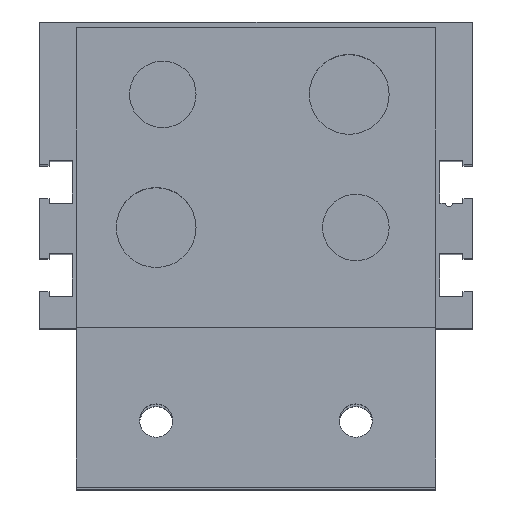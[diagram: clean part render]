
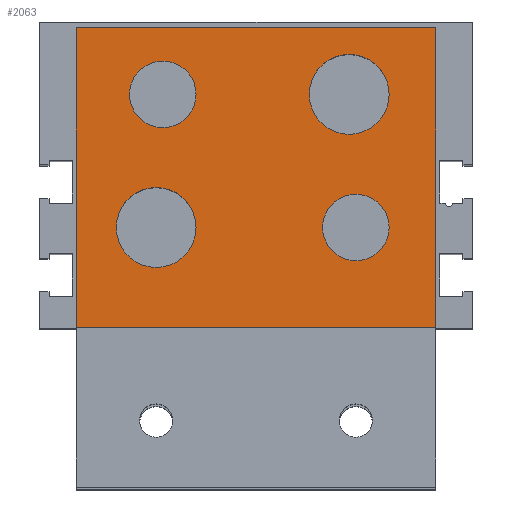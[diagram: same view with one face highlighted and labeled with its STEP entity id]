
A CAD part, top view. The second image highlights one B-rep face of the part: STEP entity #2063.
In plain terms, the highlighted planar face has unit normal (0, 0, 1).
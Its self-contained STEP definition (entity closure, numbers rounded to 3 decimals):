
#1 = DIRECTION ( 'NONE',  ( 1., 0., 0. ) ) ;
#2 = DIRECTION ( 'NONE',  ( 0., 0., 1. ) ) ;
#3 = CIRCLE ( 'NONE', #6, 6. ) ;
#4 = CIRCLE ( 'NONE', #4471, 5. ) ;
#5 = CARTESIAN_POINT ( 'NONE',  ( -27., -23., 128. ) ) ;
#6 = AXIS2_PLACEMENT_3D ( 'NONE', #7, #2, #1 ) ;
#7 = CARTESIAN_POINT ( 'NONE',  ( -15., -8., 128. ) ) ;
#10 = DIRECTION ( 'NONE',  ( -1., 0., 0. ) ) ;
#11 = VECTOR ( 'NONE', #10, 1000. ) ;
#13 = CARTESIAN_POINT ( 'NONE',  ( 27., -23., 128. ) ) ;
#19 = CARTESIAN_POINT ( 'NONE',  ( -27., -23., 128. ) ) ;
#25 = CARTESIAN_POINT ( 'NONE',  ( 27., 22., 128. ) ) ;
#28 = CARTESIAN_POINT ( 'NONE',  ( -27., 22., 128. ) ) ;
#40 = DIRECTION ( 'NONE',  ( 1., 0., 0. ) ) ;
#41 = DIRECTION ( 'NONE',  ( 0., 0., 1. ) ) ;
#42 = CARTESIAN_POINT ( 'NONE',  ( 14., 12., 128. ) ) ;
#43 = AXIS2_PLACEMENT_3D ( 'NONE', #42, #41, #40 ) ;
#47 = LINE ( 'NONE', #51, #50 ) ;
#48 = CIRCLE ( 'NONE', #43, 6. ) ;
#49 = DIRECTION ( 'NONE',  ( -1., 0., 0. ) ) ;
#50 = VECTOR ( 'NONE', #49, 1000. ) ;
#51 = CARTESIAN_POINT ( 'NONE',  ( -27., 22., 128. ) ) ;
#161 = VERTEX_POINT ( 'NONE', #2884 ) ;
#166 = VERTEX_POINT ( 'NONE', #2883 ) ;
#194 = EDGE_CURVE ( 'NONE', #161, #166, #2430, .T. ) ;
#205 = VERTEX_POINT ( 'NONE', #2680 ) ;
#1967 = VERTEX_POINT ( 'NONE', #3841 ) ;
#1984 = EDGE_CURVE ( 'NONE', #1967, #205, #3945, .T. ) ;
#2056 = EDGE_LOOP ( 'NONE', ( #2089, #2088 ) ) ;
#2063 = ADVANCED_FACE ( 'NONE', ( #4448, #4444, #4443, #4442, #4457 ), #4458, .T. ) ;
#2066 = ORIENTED_EDGE ( 'NONE', *, *, #2075, .F. ) ;
#2067 = EDGE_LOOP ( 'NONE', ( #2084, #2079, #2071, #2069 ) ) ;
#2068 = EDGE_CURVE ( 'NONE', #2091, #2098, #4464, .T. ) ;
#2069 = ORIENTED_EDGE ( 'NONE', *, *, #2068, .T. ) ;
#2070 = EDGE_LOOP ( 'NONE', ( #2066, #2076 ) ) ;
#2071 = ORIENTED_EDGE ( 'NONE', *, *, #2074, .T. ) ;
#2072 = ORIENTED_EDGE ( 'NONE', *, *, #3859, .F. ) ;
#2073 = EDGE_CURVE ( 'NONE', #2085, #2090, #4463, .T. ) ;
#2074 = EDGE_CURVE ( 'NONE', #2090, #2091, #47, .T. ) ;
#2075 = EDGE_CURVE ( 'NONE', #3820, #3792, #48, .T. ) ;
#2076 = ORIENTED_EDGE ( 'NONE', *, *, #3819, .F. ) ;
#2077 = ORIENTED_EDGE ( 'NONE', *, *, #2078, .F. ) ;
#2078 = EDGE_CURVE ( 'NONE', #3700, #3697, #3, .T. ) ;
#2079 = ORIENTED_EDGE ( 'NONE', *, *, #2073, .T. ) ;
#2081 = EDGE_LOOP ( 'NONE', ( #2087, #2095 ) ) ;
#2082 = EDGE_CURVE ( 'NONE', #205, #1967, #4, .T. ) ;
#2083 = EDGE_CURVE ( 'NONE', #166, #161, #4474, .T. ) ;
#2084 = ORIENTED_EDGE ( 'NONE', *, *, #2086, .F. ) ;
#2085 = VERTEX_POINT ( 'NONE', #13 ) ;
#2086 = EDGE_CURVE ( 'NONE', #2085, #2098, #4473, .T. ) ;
#2087 = ORIENTED_EDGE ( 'NONE', *, *, #2083, .F. ) ;
#2088 = ORIENTED_EDGE ( 'NONE', *, *, #1984, .F. ) ;
#2089 = ORIENTED_EDGE ( 'NONE', *, *, #2082, .F. ) ;
#2090 = VERTEX_POINT ( 'NONE', #25 ) ;
#2091 = VERTEX_POINT ( 'NONE', #28 ) ;
#2095 = ORIENTED_EDGE ( 'NONE', *, *, #194, .F. ) ;
#2097 = EDGE_LOOP ( 'NONE', ( #2077, #2072 ) ) ;
#2098 = VERTEX_POINT ( 'NONE', #19 ) ;
#2430 = CIRCLE ( 'NONE', #2434, 5. ) ;
#2434 = AXIS2_PLACEMENT_3D ( 'NONE', #2460, #2441, #2440 ) ;
#2440 = DIRECTION ( 'NONE',  ( 1., 0., 0. ) ) ;
#2441 = DIRECTION ( 'NONE',  ( 0., 0., 1. ) ) ;
#2460 = CARTESIAN_POINT ( 'NONE',  ( -14., 12., 128. ) ) ;
#2680 = CARTESIAN_POINT ( 'NONE',  ( 10., -8., 128. ) ) ;
#2883 = CARTESIAN_POINT ( 'NONE',  ( -19., 12., 128. ) ) ;
#2884 = CARTESIAN_POINT ( 'NONE',  ( -9., 12., 128. ) ) ;
#3260 = CARTESIAN_POINT ( 'NONE',  ( -15., -8., 128. ) ) ;
#3261 = CIRCLE ( 'NONE', #3281, 6. ) ;
#3281 = AXIS2_PLACEMENT_3D ( 'NONE', #3260, #3305, #3327 ) ;
#3305 = DIRECTION ( 'NONE',  ( 0., 0., 1. ) ) ;
#3327 = DIRECTION ( 'NONE',  ( 1., 0., 0. ) ) ;
#3535 = CARTESIAN_POINT ( 'NONE',  ( -21., -8., 128. ) ) ;
#3555 = CARTESIAN_POINT ( 'NONE',  ( 8., 12., 128. ) ) ;
#3574 = CARTESIAN_POINT ( 'NONE',  ( -9., -8., 128. ) ) ;
#3592 = DIRECTION ( 'NONE',  ( 1., 0., 0. ) ) ;
#3599 = AXIS2_PLACEMENT_3D ( 'NONE', #3607, #3606, #3592 ) ;
#3600 = CIRCLE ( 'NONE', #3599, 6. ) ;
#3601 = CARTESIAN_POINT ( 'NONE',  ( 20., 12., 128. ) ) ;
#3606 = DIRECTION ( 'NONE',  ( 0., 0., 1. ) ) ;
#3607 = CARTESIAN_POINT ( 'NONE',  ( 14., 12., 128. ) ) ;
#3697 = VERTEX_POINT ( 'NONE', #3535 ) ;
#3700 = VERTEX_POINT ( 'NONE', #3574 ) ;
#3792 = VERTEX_POINT ( 'NONE', #3555 ) ;
#3819 = EDGE_CURVE ( 'NONE', #3792, #3820, #3600, .T. ) ;
#3820 = VERTEX_POINT ( 'NONE', #3601 ) ;
#3841 = CARTESIAN_POINT ( 'NONE',  ( 20., -8., 128. ) ) ;
#3859 = EDGE_CURVE ( 'NONE', #3697, #3700, #3261, .T. ) ;
#3943 = CARTESIAN_POINT ( 'NONE',  ( 15., -8., 128. ) ) ;
#3944 = AXIS2_PLACEMENT_3D ( 'NONE', #3943, #3955, #3954 ) ;
#3945 = CIRCLE ( 'NONE', #3944, 5. ) ;
#3954 = DIRECTION ( 'NONE',  ( 1., 0., 0. ) ) ;
#3955 = DIRECTION ( 'NONE',  ( 0., 0., 1. ) ) ;
#4202 = DIRECTION ( 'NONE',  ( 0., 1., 0. ) ) ;
#4422 = DIRECTION ( 'NONE',  ( 0., 0., 1. ) ) ;
#4442 = FACE_BOUND ( 'NONE', #2056, .T. ) ;
#4443 = FACE_OUTER_BOUND ( 'NONE', #2067, .T. ) ;
#4444 = FACE_BOUND ( 'NONE', #2070, .T. ) ;
#4445 = CARTESIAN_POINT ( 'NONE',  ( -27., -47., 128. ) ) ;
#4448 = FACE_BOUND ( 'NONE', #2097, .T. ) ;
#4455 = DIRECTION ( 'NONE',  ( 1., 0., 0. ) ) ;
#4456 = AXIS2_PLACEMENT_3D ( 'NONE', #4445, #4422, #4455 ) ;
#4457 = FACE_BOUND ( 'NONE', #2081, .T. ) ;
#4458 = PLANE ( 'NONE',  #4456 ) ;
#4459 = DIRECTION ( 'NONE',  ( 0., -1., 0. ) ) ;
#4460 = VECTOR ( 'NONE', #4459, 1000. ) ;
#4461 = VECTOR ( 'NONE', #4202, 1000. ) ;
#4462 = CARTESIAN_POINT ( 'NONE',  ( 27., 22., 128. ) ) ;
#4463 = LINE ( 'NONE', #4462, #4461 ) ;
#4464 = LINE ( 'NONE', #4465, #4460 ) ;
#4465 = CARTESIAN_POINT ( 'NONE',  ( -27., 22., 128. ) ) ;
#4470 = CARTESIAN_POINT ( 'NONE',  ( 15., -8., 128. ) ) ;
#4471 = AXIS2_PLACEMENT_3D ( 'NONE', #4470, #4476, #4475 ) ;
#4473 = LINE ( 'NONE', #5, #11 ) ;
#4474 = CIRCLE ( 'NONE', #4479, 5. ) ;
#4475 = DIRECTION ( 'NONE',  ( 1., 0., 0. ) ) ;
#4476 = DIRECTION ( 'NONE',  ( 0., 0., 1. ) ) ;
#4477 = DIRECTION ( 'NONE',  ( 0., 0., 1. ) ) ;
#4478 = CARTESIAN_POINT ( 'NONE',  ( -14., 12., 128. ) ) ;
#4479 = AXIS2_PLACEMENT_3D ( 'NONE', #4478, #4477, #4481 ) ;
#4481 = DIRECTION ( 'NONE',  ( 1., 0., 0. ) ) ;
